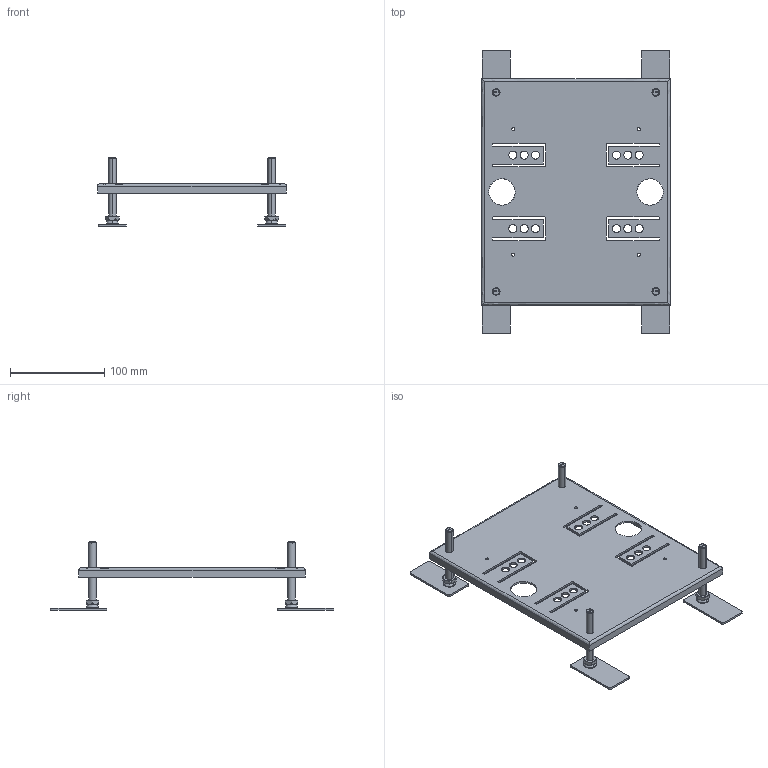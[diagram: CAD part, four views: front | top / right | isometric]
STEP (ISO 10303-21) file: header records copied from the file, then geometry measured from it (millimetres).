
FILE_DESCRIPTION(/* description */ (''),/* implementation_level */ '2;1');
FILE_NAME(/* name */ '7427440',/* time_stamp */ '2015-10-08T16:32:14+02:00',/* author */ (''),/* organization */ (''),/* preprocessor_version */ 'ST-DEVELOPER v15',/* originating_system */ '',/* authorisation */ '');
FILE_SCHEMA (('CONFIG_CONTROL_DESIGN'));
Length unit declared in the file: millimetre
Products named in the file (2): Document; Block 01
Assembly tree (1 placements, depth 2):
  Document
    Block 01
Bounding box: 200 x 301 x 72.5 mm (x, y, z)
Volume: 131269.5 mm3; surface area: 133018.7 mm2
Topology: 13 solids, 13 shells, 319 faces, 772 edges, 488 vertices
Faces by surface type: bspline 204, plane 115
Entity records: 11690 total; most frequent: CARTESIAN_POINT 6831, ORIENTED_EDGE 1544, EDGE_CURVE 772, VERTEX_POINT 488, B_SPLINE_CURVE_WITH_KNOTS 407, EDGE_LOOP 388, ADVANCED_FACE 319, FACE_OUTER_BOUND 319
